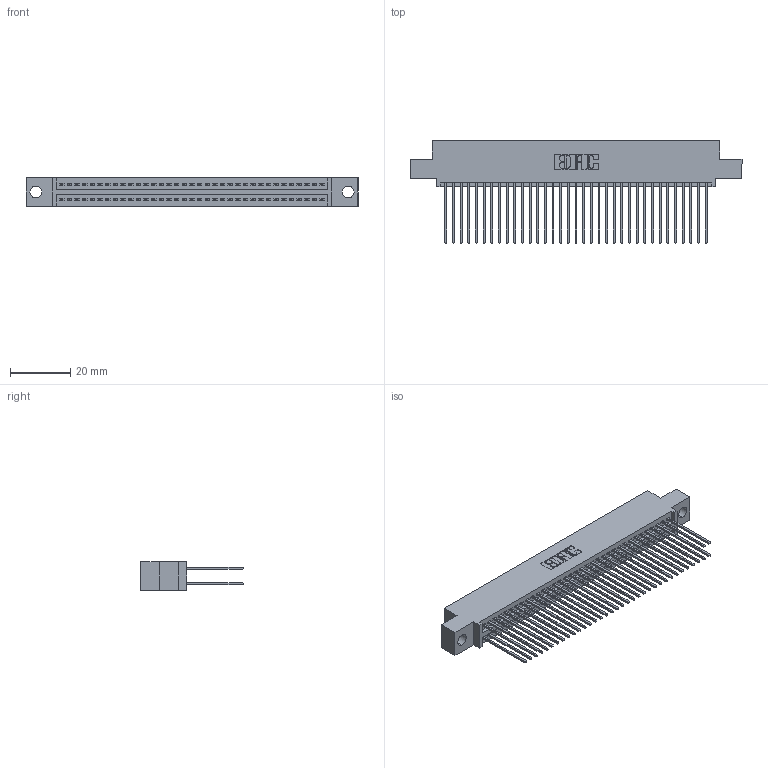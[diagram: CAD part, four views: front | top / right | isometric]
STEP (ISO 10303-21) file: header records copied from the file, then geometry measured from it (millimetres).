
FILE_DESCRIPTION (( 'STEP AP203' ), '1' );
FILE_NAME ('395-070-541-504.STEP', '2021-06-17T04:28:54', ( '' ), ( '' ), 'SwSTEP 2.0', 'SolidWorks 2020', '' );
FILE_SCHEMA (( 'CONFIG_CONTROL_DESIGN' ));
Length unit declared in the file: inch
Products named in the file (3): 395-070-541-504; 345-292-001_345-293-141; 345 Part_0.110 Offset - 0.156 Dia-TI
Assembly tree (71 placements, depth 2):
  395-070-541-504
    345 Part_0.110 Offset - 0.156 Dia-TI
    345-292-001_345-293-141  x70
Bounding box: 110.11 x 33.96 x 9.4 mm (x, y, z)
Volume: 10853.4 mm3; surface area: 17739.9 mm2
Topology: 71 solids, 71 shells, 3644 faces, 10819 edges, 7118 vertices
Faces by surface type: plane 2408, cylinder 1236
Entity records: 28973 total; most frequent: CARTESIAN_POINT 4870, ORIENTED_EDGE 4802, DIRECTION 4301, EDGE_CURVE 2401, VECTOR 2129, LINE 2129, VERTEX_POINT 1598, AXIS2_PLACEMENT_3D 1086
